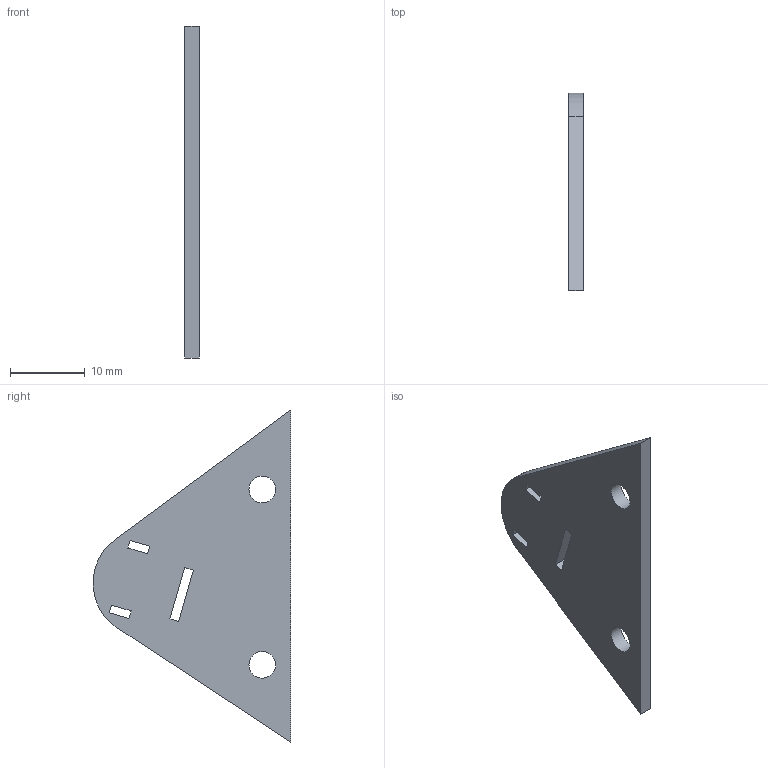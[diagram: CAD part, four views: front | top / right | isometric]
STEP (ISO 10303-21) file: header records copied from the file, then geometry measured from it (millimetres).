
FILE_DESCRIPTION(/* description */ (''),/* implementation_level */ '2;1');
FILE_NAME(/* name */ 'NanoEgg Mod Wheel PCB Mount.step',/* time_stamp */ '2016-10-15T22:13:19-07:00',/* author */ (''),/* organization */ (''),/* preprocessor_version */ 'ST-DEVELOPER v16.5',/* originating_system */ 'Autodesk Translation Framework v5.2.0.2031',/* authorisation */ '');
FILE_SCHEMA (('AUTOMOTIVE_DESIGN { 1 0 10303 214 3 1 1 }'));
Length unit declared in the file: centimetre
Products named in the file (3): NanoEggAssembly2 v58; NewModWheelMountBlock; PotMountPCBBacking
Assembly tree (2 placements, depth 3):
  NanoEggAssembly2 v58
    NewModWheelMountBlock
      PotMountPCBBacking
Bounding box: 1.91 x 26.37 x 44.32 mm (x, y, z)
Volume: 1229.4 mm3; surface area: 1613.1 mm2
Topology: 1 solids, 1 shells, 20 faces, 54 edges, 36 vertices
Faces by surface type: plane 17, cylinder 3
Full cylindrical faces by diameter (mm): 3.572 x2
Entity records: 774 total; most frequent: CARTESIAN_POINT 113, DIRECTION 108, ORIENTED_EDGE 104, EDGE_CURVE 52, LINE 46, VECTOR 46, VERTEX_POINT 36, EDGE_LOOP 32
